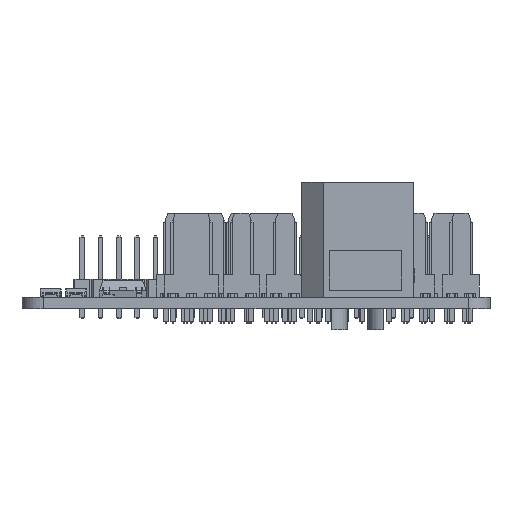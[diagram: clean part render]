
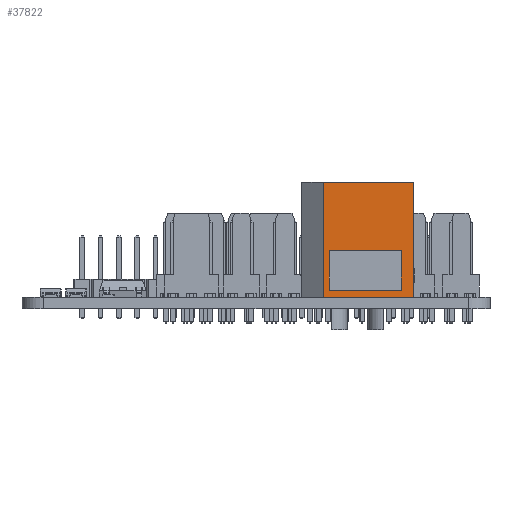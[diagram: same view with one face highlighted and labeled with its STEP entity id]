
A CAD part, front view. The second image highlights one B-rep face of the part: STEP entity #37822.
In plain terms, the highlighted planar face has unit normal (0, -1, 0).
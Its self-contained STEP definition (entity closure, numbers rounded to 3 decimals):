
#36464 = EDGE_CURVE('',#36465,#36467,#36469,.T.);
#36465 = VERTEX_POINT('',#36466);
#36466 = CARTESIAN_POINT('',(-0.349,-4.05,1.));
#36467 = VERTEX_POINT('',#36468);
#36468 = CARTESIAN_POINT('',(-0.349,-4.05,6.5));
#36469 = LINE('',#36470,#36471);
#36470 = CARTESIAN_POINT('',(-0.349,-4.05,0.5));
#36471 = VECTOR('',#36472,1.);
#36472 = DIRECTION('',(0.,0.,1.));
#36504 = EDGE_CURVE('',#36505,#36465,#36507,.T.);
#36505 = VERTEX_POINT('',#36506);
#36506 = CARTESIAN_POINT('',(9.651,-4.05,1.));
#36507 = LINE('',#36508,#36509);
#36508 = CARTESIAN_POINT('',(4.25,-4.05,1.));
#36509 = VECTOR('',#36510,1.);
#36510 = DIRECTION('',(-1.,0.,0.));
#36535 = EDGE_CURVE('',#36536,#36505,#36538,.T.);
#36536 = VERTEX_POINT('',#36537);
#36537 = CARTESIAN_POINT('',(9.651,-4.05,6.5));
#36538 = LINE('',#36539,#36540);
#36539 = CARTESIAN_POINT('',(9.651,-4.05,3.25));
#36540 = VECTOR('',#36541,1.);
#36541 = DIRECTION('',(0.,0.,-1.));
#36566 = EDGE_CURVE('',#36467,#36536,#36567,.T.);
#36567 = LINE('',#36568,#36569);
#36568 = CARTESIAN_POINT('',(-0.75,-4.05,6.5));
#36569 = VECTOR('',#36570,1.);
#36570 = DIRECTION('',(1.,0.,0.));
#37822 = ADVANCED_FACE('',(#37823,#37857),#37863,.T.);
#37823 = FACE_BOUND('',#37824,.T.);
#37824 = EDGE_LOOP('',(#37825,#37835,#37843,#37851));
#37825 = ORIENTED_EDGE('',*,*,#37826,.F.);
#37826 = EDGE_CURVE('',#37827,#37829,#37831,.T.);
#37827 = VERTEX_POINT('',#37828);
#37828 = CARTESIAN_POINT('',(11.35,-4.05,0.));
#37829 = VERTEX_POINT('',#37830);
#37830 = CARTESIAN_POINT('',(-1.15,-4.05,0.));
#37831 = LINE('',#37832,#37833);
#37832 = CARTESIAN_POINT('',(11.35,-4.05,0.));
#37833 = VECTOR('',#37834,1.);
#37834 = DIRECTION('',(-1.,0.,0.));
#37835 = ORIENTED_EDGE('',*,*,#37836,.T.);
#37836 = EDGE_CURVE('',#37827,#37837,#37839,.T.);
#37837 = VERTEX_POINT('',#37838);
#37838 = CARTESIAN_POINT('',(11.35,-4.05,16.));
#37839 = LINE('',#37840,#37841);
#37840 = CARTESIAN_POINT('',(11.35,-4.05,0.));
#37841 = VECTOR('',#37842,1.);
#37842 = DIRECTION('',(0.,0.,1.));
#37843 = ORIENTED_EDGE('',*,*,#37844,.F.);
#37844 = EDGE_CURVE('',#37845,#37837,#37847,.T.);
#37845 = VERTEX_POINT('',#37846);
#37846 = CARTESIAN_POINT('',(-1.15,-4.05,16.));
#37847 = LINE('',#37848,#37849);
#37848 = CARTESIAN_POINT('',(11.35,-4.05,16.));
#37849 = VECTOR('',#37850,1.);
#37850 = DIRECTION('',(1.,0.,0.));
#37851 = ORIENTED_EDGE('',*,*,#37852,.F.);
#37852 = EDGE_CURVE('',#37829,#37845,#37853,.T.);
#37853 = LINE('',#37854,#37855);
#37854 = CARTESIAN_POINT('',(-1.15,-4.05,0.));
#37855 = VECTOR('',#37856,1.);
#37856 = DIRECTION('',(0.,0.,1.));
#37857 = FACE_BOUND('',#37858,.T.);
#37858 = EDGE_LOOP('',(#37859,#37860,#37861,#37862));
#37859 = ORIENTED_EDGE('',*,*,#36464,.T.);
#37860 = ORIENTED_EDGE('',*,*,#36566,.T.);
#37861 = ORIENTED_EDGE('',*,*,#36535,.T.);
#37862 = ORIENTED_EDGE('',*,*,#36504,.T.);
#37863 = PLANE('',#37864);
#37864 = AXIS2_PLACEMENT_3D('',#37865,#37866,#37867);
#37865 = CARTESIAN_POINT('',(-1.15,-4.05,0.));
#37866 = DIRECTION('',(0.,-1.,0.));
#37867 = DIRECTION('',(1.,0.,0.));
